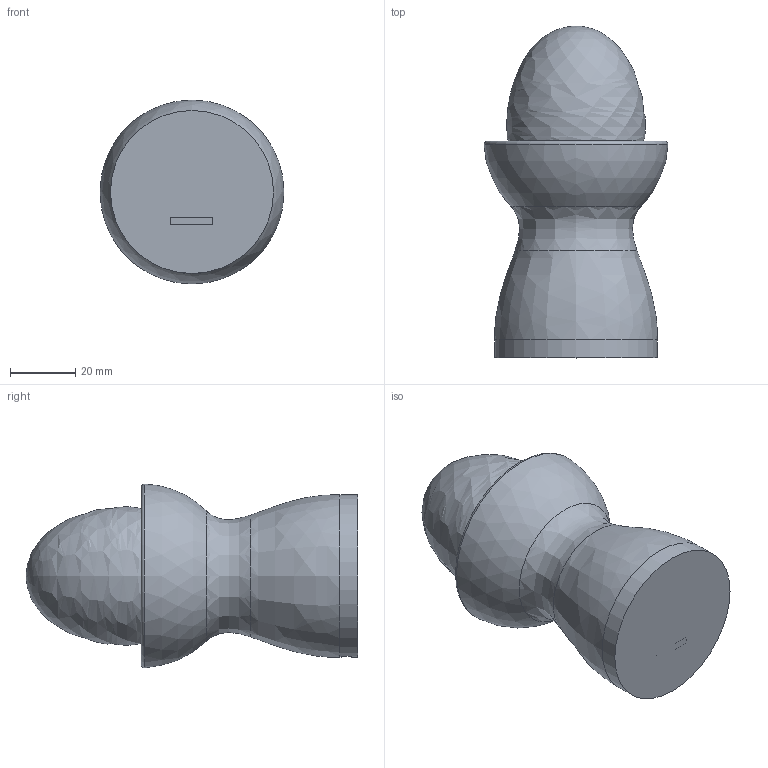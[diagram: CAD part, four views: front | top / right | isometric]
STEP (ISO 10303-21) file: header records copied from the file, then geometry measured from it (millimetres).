
FILE_DESCRIPTION(/* description */ (''),/* implementation_level */ '2;1');
FILE_NAME(/* name */ 'cup.step',/* time_stamp */ '2018-08-23T18:45:54-07:00',/* organization */ (''),/* preprocessor_version */ 'ST-DEVELOPER v17',/* originating_system */ 'Autodesk Translation Framework v7.1.0.215',/* authorisation */ '');
FILE_SCHEMA (('AUTOMOTIVE_DESIGN { 1 0 10303 214 3 1 1 }'));
Length unit declared in the file: millimetre
Products named in the file (1): cupp
Bounding box: 56.41 x 101.75 x 56.41 mm (x, y, z)
Volume: 98128.7 mm3; surface area: 34599.7 mm2
Topology: 4 solids, 4 shells, 95 faces, 257 edges, 168 vertices
Faces by surface type: plane 56, bspline 18, cylinder 11, cone 4, sphere 4, torus 2
Full cylindrical faces by diameter (mm): 1.75 x1, 5 x1, 41.963 x1, 49.963 x1
Entity records: 4621 total; most frequent: CARTESIAN_POINT 2320, ORIENTED_EDGE 510, DIRECTION 397, EDGE_CURVE 255, VERTEX_POINT 168, AXIS2_PLACEMENT_3D 137, LINE 123, VECTOR 123
